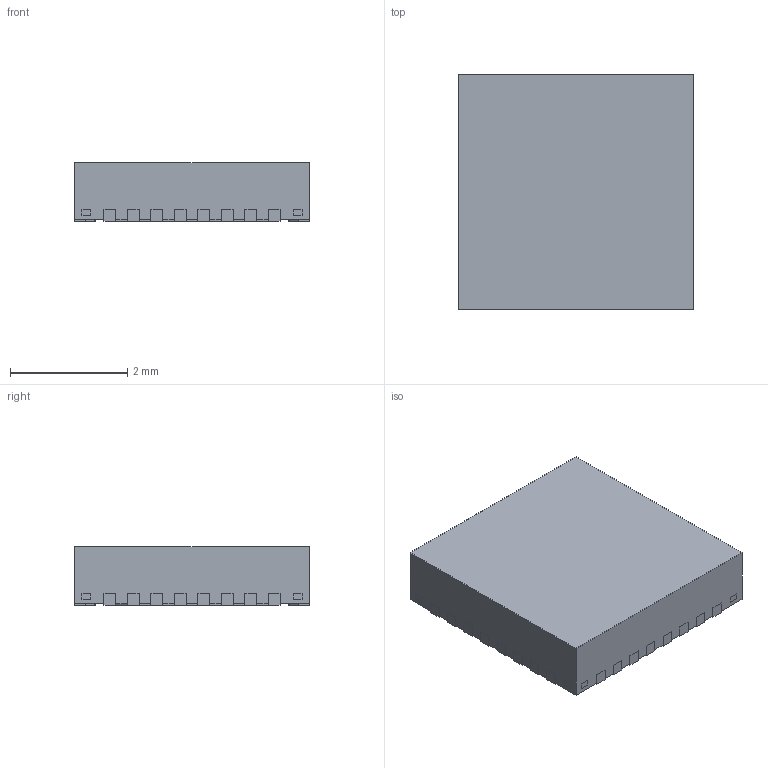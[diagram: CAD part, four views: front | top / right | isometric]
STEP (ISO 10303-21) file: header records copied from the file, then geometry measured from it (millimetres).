
FILE_DESCRIPTION((''),'2;1');
FILE_NAME('RSM0032B_ASM','2017-11-20T08:19:09',('a0412086'),(''),'CREO PARAMETRIC BY PTC INC, 2017260','CREO PARAMETRIC BY PTC INC, 2017260','');
FILE_SCHEMA(('AUTOMOTIVE_DESIGN { 1 0 10303 214 1 1 1 1 }'));
Length unit declared in the file: millimetre
Products named in the file (4): BODY-QFN; FRAME-RSM0032B; PIN1-ID; RSM0032B_ASM
Assembly tree (3 placements, depth 2):
  RSM0032B_ASM
    BODY-QFN
    FRAME-RSM0032B
    PIN1-ID
Bounding box: 4 x 4 x 1 mm (x, y, z)
Volume: 15.8 mm3; surface area: 87.7 mm2
Topology: 38 solids, 38 shells, 421 faces, 1026 edges, 684 vertices
Faces by surface type: plane 357, cylinder 64
Entity records: 16166 total; most frequent: CARTESIAN_POINT 2181, DIRECTION 2062, ORIENTED_EDGE 2052, PRESENTATION_STYLE_ASSIGNMENT 1104, STYLED_ITEM 1064, CURVE_STYLE 1026, EDGE_CURVE 1026, VECTOR 898
